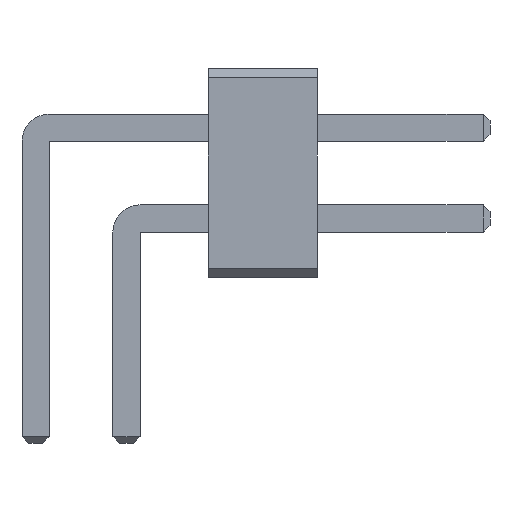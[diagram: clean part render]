
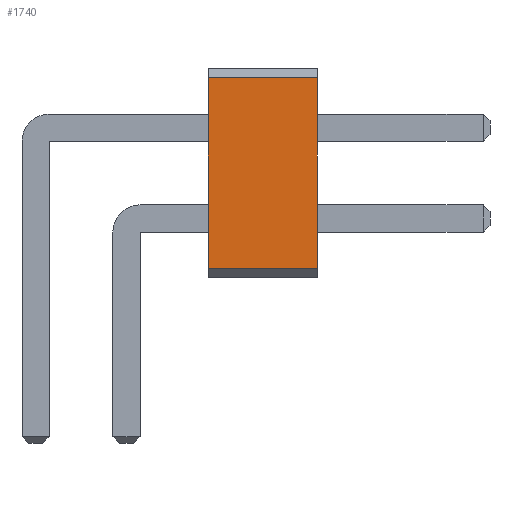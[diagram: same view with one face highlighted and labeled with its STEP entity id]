
A CAD part, front view. The second image highlights one B-rep face of the part: STEP entity #1740.
In plain terms, the highlighted planar face has unit normal (0, -1, 0).
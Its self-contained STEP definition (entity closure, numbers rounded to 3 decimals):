
#238 = VERTEX_POINT('',#239);
#239 = CARTESIAN_POINT('',(1.9,-4.5,2.2));
#245 = EDGE_CURVE('',#246,#238,#248,.T.);
#246 = VERTEX_POINT('',#247);
#247 = CARTESIAN_POINT('',(1.9,-4.5,0.1));
#248 = LINE('',#249,#250);
#249 = CARTESIAN_POINT('',(1.9,-4.5,0.1));
#250 = VECTOR('',#251,1.);
#251 = DIRECTION('',(0.,0.,1.));
#819 = VERTEX_POINT('',#820);
#820 = CARTESIAN_POINT('',(3.1,-4.5,2.2));
#826 = EDGE_CURVE('',#827,#819,#829,.T.);
#827 = VERTEX_POINT('',#828);
#828 = CARTESIAN_POINT('',(3.1,-4.5,0.1));
#829 = LINE('',#830,#831);
#830 = CARTESIAN_POINT('',(3.1,-4.5,0.1));
#831 = VECTOR('',#832,1.);
#832 = DIRECTION('',(0.,0.,1.));
#1712 = EDGE_CURVE('',#246,#827,#1713,.T.);
#1713 = LINE('',#1714,#1715);
#1714 = CARTESIAN_POINT('',(1.9,-4.5,0.1));
#1715 = VECTOR('',#1716,1.);
#1716 = DIRECTION('',(1.,0.,0.));
#1740 = ADVANCED_FACE('',(#1741),#1752,.T.);
#1741 = FACE_BOUND('',#1742,.T.);
#1742 = EDGE_LOOP('',(#1743,#1744,#1745,#1751));
#1743 = ORIENTED_EDGE('',*,*,#1712,.T.);
#1744 = ORIENTED_EDGE('',*,*,#826,.T.);
#1745 = ORIENTED_EDGE('',*,*,#1746,.F.);
#1746 = EDGE_CURVE('',#238,#819,#1747,.T.);
#1747 = LINE('',#1748,#1749);
#1748 = CARTESIAN_POINT('',(1.9,-4.5,2.2));
#1749 = VECTOR('',#1750,1.);
#1750 = DIRECTION('',(1.,0.,0.));
#1751 = ORIENTED_EDGE('',*,*,#245,.F.);
#1752 = PLANE('',#1753);
#1753 = AXIS2_PLACEMENT_3D('',#1754,#1755,#1756);
#1754 = CARTESIAN_POINT('',(1.9,-4.5,0.1));
#1755 = DIRECTION('',(0.,-1.,0.));
#1756 = DIRECTION('',(0.,0.,1.));
